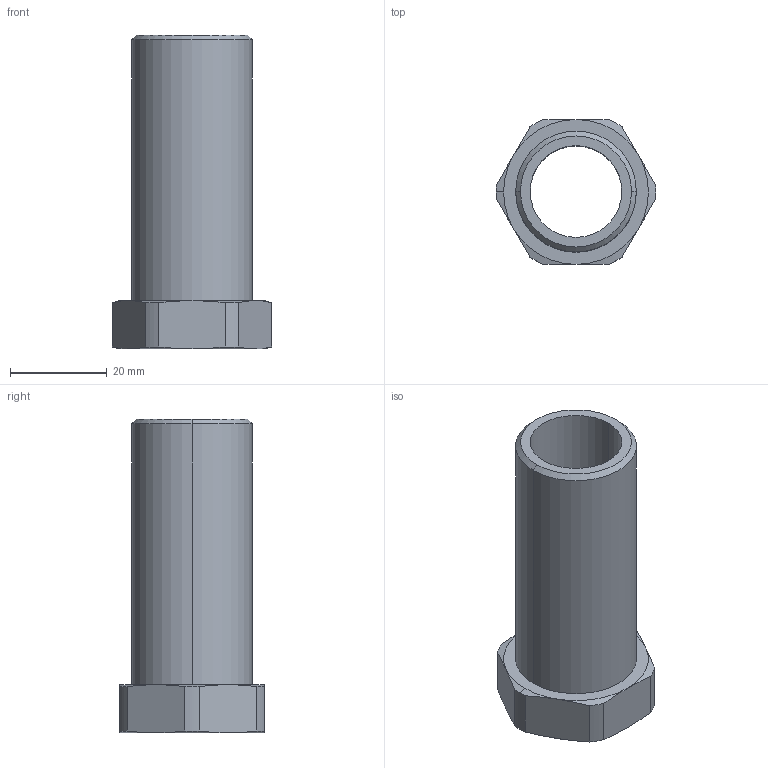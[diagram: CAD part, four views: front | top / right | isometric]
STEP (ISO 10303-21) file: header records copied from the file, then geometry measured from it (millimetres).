
FILE_DESCRIPTION (( 'STEP AP203' ), '1' );
FILE_NAME ('R237.025.012.STEP', '2015-06-09T12:04:38', ( '' ), ( '' ), 'SwSTEP 2.0', 'SolidWorks 2012', '' );
FILE_SCHEMA (( 'CONFIG_CONTROL_DESIGN' ));
Length unit declared in the file: millimetre
Products named in the file (1): R237.025.012
Bounding box: 33 x 30 x 65 mm (x, y, z)
Volume: 15478.8 mm3; surface area: 10172.5 mm2
Topology: 1 solids, 1 shells, 39 faces, 91 edges, 56 vertices
Faces by surface type: cone 16, cylinder 13, plane 10
Entity records: 1230 total; most frequent: CARTESIAN_POINT 267, DIRECTION 191, ORIENTED_EDGE 182, EDGE_CURVE 91, AXIS2_PLACEMENT_3D 84, VERTEX_POINT 56, CIRCLE 44, EDGE_LOOP 43
